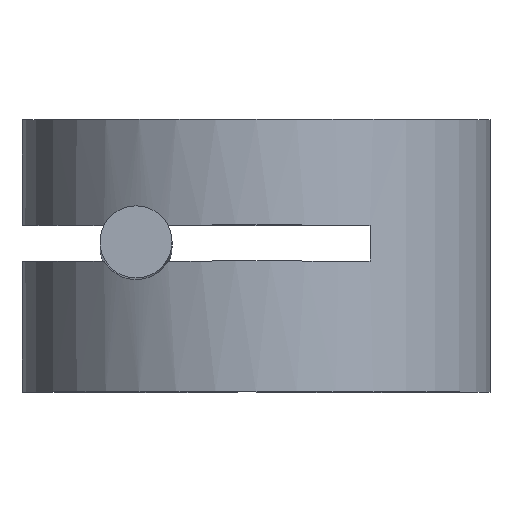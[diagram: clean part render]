
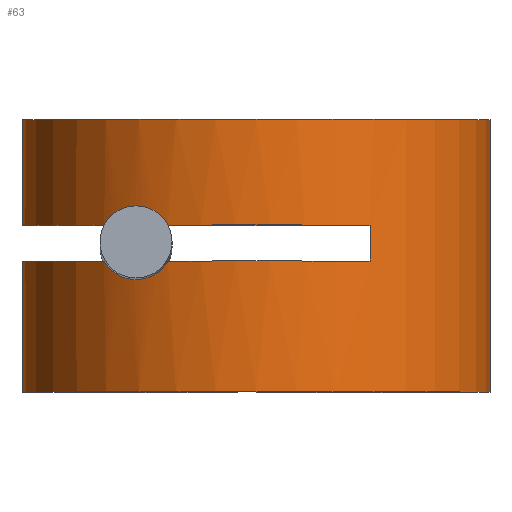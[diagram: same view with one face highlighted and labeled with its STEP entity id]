
A CAD part, top view. The second image highlights one B-rep face of the part: STEP entity #63.
In plain terms, the highlighted cylindrical face has radius 9.75 mm (diameter 19.5 mm), a partial arc.
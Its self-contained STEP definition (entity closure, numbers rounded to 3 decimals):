
#63=ADVANCED_FACE('',(#148),#149,.T.);
#148=FACE_OUTER_BOUND('',#307,.T.);
#149=CYLINDRICAL_SURFACE('',#308,9.75);
#307=EDGE_LOOP('',(#511,#512,#513,#514,#515,#516,#517,#518,#519,#520,#521,#522));
#308=AXIS2_PLACEMENT_3D('',#523,#524,#525);
#511=ORIENTED_EDGE('',*,*,#1105,.F.);
#512=ORIENTED_EDGE('',*,*,#1106,.T.);
#513=ORIENTED_EDGE('',*,*,#1107,.F.);
#514=ORIENTED_EDGE('',*,*,#1108,.F.);
#515=ORIENTED_EDGE('',*,*,#1109,.F.);
#516=ORIENTED_EDGE('',*,*,#1110,.T.);
#517=ORIENTED_EDGE('',*,*,#1111,.T.);
#518=ORIENTED_EDGE('',*,*,#1112,.T.);
#519=ORIENTED_EDGE('',*,*,#1113,.F.);
#520=ORIENTED_EDGE('',*,*,#1114,.F.);
#521=ORIENTED_EDGE('',*,*,#1115,.T.);
#522=ORIENTED_EDGE('',*,*,#1116,.F.);
#523=CARTESIAN_POINT('',(0.0,25.7,0.0));
#524=DIRECTION('',(0.0,-1.0,0.0));
#525=DIRECTION('',(-1.0,0.0,0.0));
#1105=EDGE_CURVE('',#1339,#1340,#1341,.T.);
#1106=EDGE_CURVE('',#1339,#1342,#1343,.T.);
#1107=EDGE_CURVE('',#1344,#1342,#1345,.T.);
#1108=EDGE_CURVE('',#1346,#1344,#1347,.T.);
#1109=EDGE_CURVE('',#1348,#1346,#1349,.T.);
#1110=EDGE_CURVE('',#1348,#1350,#1351,.T.);
#1111=EDGE_CURVE('',#1350,#1352,#1353,.T.);
#1112=EDGE_CURVE('',#1352,#1354,#1355,.T.);
#1113=EDGE_CURVE('',#1356,#1354,#1357,.T.);
#1114=EDGE_CURVE('',#1358,#1356,#1359,.T.);
#1115=EDGE_CURVE('',#1358,#1360,#1361,.T.);
#1116=EDGE_CURVE('',#1340,#1360,#1362,.T.);
#1339=VERTEX_POINT('',#1687);
#1340=VERTEX_POINT('',#1688);
#1341=LINE('',#1689,#1690);
#1342=VERTEX_POINT('',#1691);
#1343=CIRCLE('',#1692,9.75);
#1344=VERTEX_POINT('',#1693);
#1345=LINE('',#1694,#1695);
#1346=VERTEX_POINT('',#1696);
#1347=CIRCLE('',#1697,9.75);
#1348=VERTEX_POINT('',#1698);
#1349=LINE('',#1699,#1700);
#1350=VERTEX_POINT('',#1701);
#1351=CIRCLE('',#1702,9.75);
#1352=VERTEX_POINT('',#1703);
#1353=B_SPLINE_CURVE_WITH_KNOTS('',3,(#1704,#1705,#1706,#1707,#1708,#1709,#1710,#1711,#1712,#1713,#1714,#1715,#1716,#1717,#1718),.UNSPECIFIED.,.F.,.F.,(4,1,1,1,1,1,1,1,1,1,1,1,4),(0.0,0.083,0.167,0.25,0.333,0.417,0.5,0.583,0.667,0.75,0.833,0.917,1.0),.UNSPECIFIED.);
#1354=VERTEX_POINT('',#1719);
#1355=CIRCLE('',#1720,9.75);
#1356=VERTEX_POINT('',#1721);
#1357=LINE('',#1722,#1723);
#1358=VERTEX_POINT('',#1724);
#1359=CIRCLE('',#1725,9.75);
#1360=VERTEX_POINT('',#1726);
#1361=B_SPLINE_CURVE_WITH_KNOTS('',3,(#1727,#1728,#1729,#1730,#1731,#1732,#1733,#1734,#1735,#1736,#1737,#1738,#1739,#1740,#1741),.UNSPECIFIED.,.F.,.F.,(4,1,1,1,1,1,1,1,1,1,1,1,4),(0.0,0.083,0.167,0.25,0.333,0.417,0.5,0.583,0.667,0.75,0.833,0.917,1.0),.UNSPECIFIED.);
#1362=CIRCLE('',#1742,9.75);
#1687=CARTESIAN_POINT('',(-9.75,25.7,0.));
#1688=CARTESIAN_POINT('',(-9.75,31.15,0.));
#1689=CARTESIAN_POINT('',(-9.75,25.7,0.));
#1690=VECTOR('',#2183,1.0);
#1691=CARTESIAN_POINT('',(9.75,25.7,0.));
#1692=AXIS2_PLACEMENT_3D('',#2184,#2185,#2186);
#1693=CARTESIAN_POINT('',(9.75,37.05,0.));
#1694=CARTESIAN_POINT('',(9.75,25.7,0.));
#1695=VECTOR('',#2187,1.0);
#1696=CARTESIAN_POINT('',(-9.75,37.05,0.0));
#1697=AXIS2_PLACEMENT_3D('',#2188,#2189,#2190);
#1698=CARTESIAN_POINT('',(-9.75,32.65,0.));
#1699=CARTESIAN_POINT('',(-9.75,25.7,0.));
#1700=VECTOR('',#2191,1.0);
#1701=CARTESIAN_POINT('',(-6.328,32.65,7.418));
#1702=AXIS2_PLACEMENT_3D('',#2192,#2193,#2194);
#1703=CARTESIAN_POINT('',(-3.672,32.65,9.032));
#1704=CARTESIAN_POINT('',(-6.328,32.65,7.418));
#1705=CARTESIAN_POINT('',(-6.286,32.725,7.454));
#1706=CARTESIAN_POINT('',(-6.19,32.865,7.534));
#1707=CARTESIAN_POINT('',(-6.01,33.052,7.679));
#1708=CARTESIAN_POINT('',(-5.794,33.211,7.844));
#1709=CARTESIAN_POINT('',(-5.546,33.333,8.021));
#1710=CARTESIAN_POINT('',(-5.271,33.409,8.204));
#1711=CARTESIAN_POINT('',(-5.016,33.431,8.363));
#1712=CARTESIAN_POINT('',(-4.771,33.415,8.505));
#1713=CARTESIAN_POINT('',(-4.511,33.354,8.645));
#1714=CARTESIAN_POINT('',(-4.252,33.239,8.775));
#1715=CARTESIAN_POINT('',(-4.019,33.079,8.884));
#1716=CARTESIAN_POINT('',(-3.822,32.881,8.971));
#1717=CARTESIAN_POINT('',(-3.718,32.73,9.014));
#1718=CARTESIAN_POINT('',(-3.672,32.65,9.032));
#1719=CARTESIAN_POINT('',(4.75,32.65,8.515));
#1720=AXIS2_PLACEMENT_3D('',#2195,#2196,#2197);
#1721=CARTESIAN_POINT('',(4.75,31.15,8.515));
#1722=CARTESIAN_POINT('',(4.75,31.15,8.515));
#1723=VECTOR('',#2198,1.5);
#1724=CARTESIAN_POINT('',(-3.672,31.15,9.032));
#1725=AXIS2_PLACEMENT_3D('',#2199,#2200,#2201);
#1726=CARTESIAN_POINT('',(-6.328,31.15,7.418));
#1727=CARTESIAN_POINT('',(-3.672,31.15,9.032));
#1728=CARTESIAN_POINT('',(-3.717,31.07,9.014));
#1729=CARTESIAN_POINT('',(-3.821,30.92,8.971));
#1730=CARTESIAN_POINT('',(-4.018,30.722,8.885));
#1731=CARTESIAN_POINT('',(-4.249,30.563,8.777));
#1732=CARTESIAN_POINT('',(-4.508,30.448,8.647));
#1733=CARTESIAN_POINT('',(-4.767,30.386,8.507));
#1734=CARTESIAN_POINT('',(-5.01,30.369,8.366));
#1735=CARTESIAN_POINT('',(-5.261,30.389,8.211));
#1736=CARTESIAN_POINT('',(-5.539,30.464,8.026));
#1737=CARTESIAN_POINT('',(-5.789,30.585,7.847));
#1738=CARTESIAN_POINT('',(-6.008,30.746,7.68));
#1739=CARTESIAN_POINT('',(-6.189,30.934,7.535));
#1740=CARTESIAN_POINT('',(-6.286,31.075,7.454));
#1741=CARTESIAN_POINT('',(-6.328,31.15,7.418));
#1742=AXIS2_PLACEMENT_3D('',#2202,#2203,#2204);
#2183=DIRECTION('',(-0.0,1.0,-0.0));
#2184=CARTESIAN_POINT('',(0.0,25.7,0.0));
#2185=DIRECTION('',(0.0,1.0,0.0));
#2186=DIRECTION('',(-1.0,0.0,0.0));
#2187=DIRECTION('',(0.0,-1.0,0.0));
#2188=CARTESIAN_POINT('',(0.0,37.05,0.0));
#2189=DIRECTION('',(0.0,1.0,0.0));
#2190=DIRECTION('',(-1.0,0.0,0.0));
#2191=DIRECTION('',(-0.0,1.0,-0.0));
#2192=CARTESIAN_POINT('',(0.0,32.65,0.0));
#2193=DIRECTION('',(0.0,1.0,0.0));
#2194=DIRECTION('',(-1.0,0.0,0.0));
#2195=CARTESIAN_POINT('',(0.0,32.65,0.0));
#2196=DIRECTION('',(0.0,1.0,0.0));
#2197=DIRECTION('',(-0.377,0.0,0.926));
#2198=DIRECTION('',(0.0,1.0,0.0));
#2199=CARTESIAN_POINT('',(0.0,31.15,0.0));
#2200=DIRECTION('',(0.0,1.0,0.0));
#2201=DIRECTION('',(-0.377,0.0,0.926));
#2202=CARTESIAN_POINT('',(0.0,31.15,0.0));
#2203=DIRECTION('',(0.0,1.0,0.0));
#2204=DIRECTION('',(-1.0,0.0,0.0));
